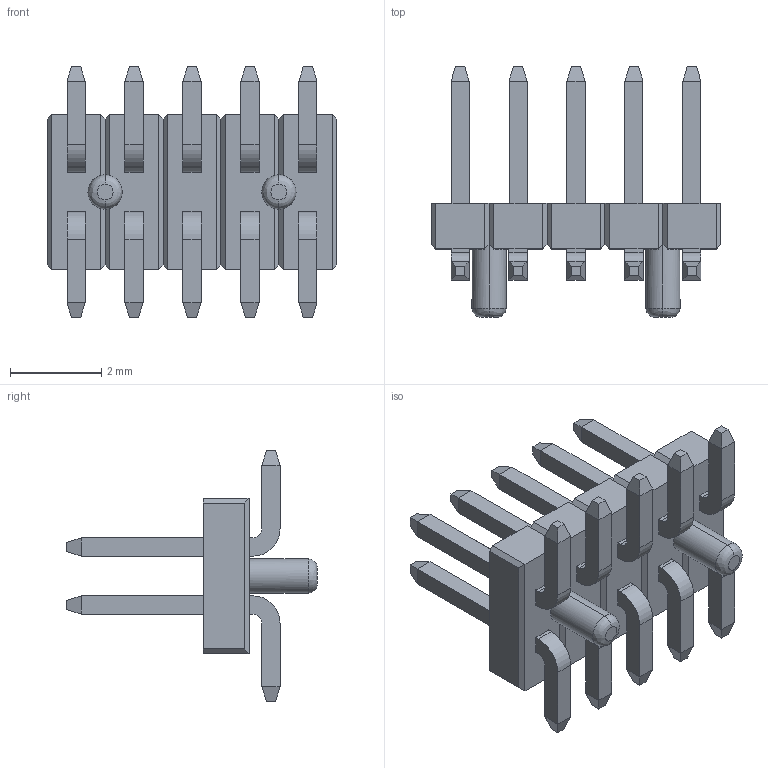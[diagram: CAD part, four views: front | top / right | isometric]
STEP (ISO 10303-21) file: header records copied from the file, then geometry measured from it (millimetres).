
FILE_DESCRIPTION((''),'2;1');
FILE_NAME('M50-3610542_ASM','2015-11-23T',('mperren'),(''),'CREO PARAMETRIC BY PTC INC, 2015290','CREO PARAMETRIC BY PTC INC, 2015290','');
FILE_SCHEMA(('CONFIG_CONTROL_DESIGN'));
Length unit declared in the file: millimetre
Products named in the file (3): M50-36105_MOULD; M50-361_CONTACT; M50-3610542_ASM
Assembly tree (11 placements, depth 2):
  M50-3610542_ASM
    M50-36105_MOULD
    M50-361_CONTACT  x10
Bounding box: 6.35 x 5.5 x 5.5 mm (x, y, z)
Volume: 30.8 mm3; surface area: 183.9 mm2
Topology: 11 solids, 11 shells, 332 faces, 784 edges, 484 vertices
Faces by surface type: plane 304, cylinder 24, bspline 4
Entity records: 5023 total; most frequent: CARTESIAN_POINT 781, ORIENTED_EDGE 632, DIRECTION 598, PRESENTATION_STYLE_ASSIGNMENT 327, STYLED_ITEM 318, CURVE_STYLE 316, EDGE_CURVE 316, VECTOR 288
